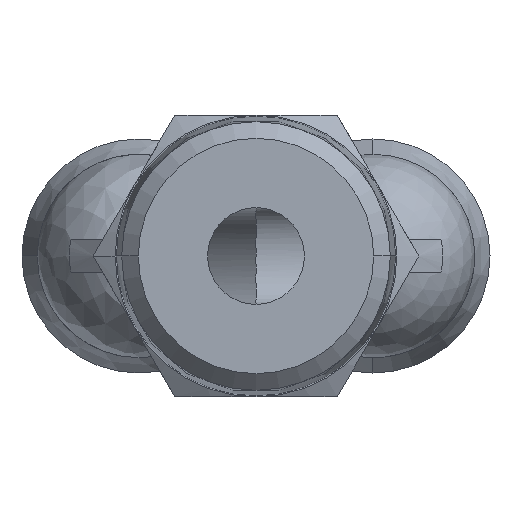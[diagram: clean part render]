
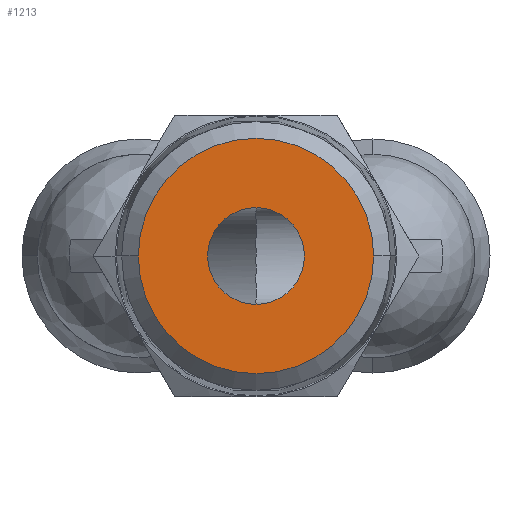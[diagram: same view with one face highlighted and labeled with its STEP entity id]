
A CAD part, front view. The second image highlights one B-rep face of the part: STEP entity #1213.
In plain terms, the highlighted planar face has unit normal (0, -1, 0).
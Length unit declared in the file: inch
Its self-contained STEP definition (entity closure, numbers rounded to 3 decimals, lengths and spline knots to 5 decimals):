
#32 = VERTEX_POINT ( 'NONE', #1674 ) ;
#200 = DIRECTION ( 'NONE',  ( -1., 0., 0. ) ) ;
#221 = CIRCLE ( 'NONE', #4269, 0.11811 ) ;
#249 = DIRECTION ( 'NONE',  ( 0., 1., 0. ) ) ;
#252 = AXIS2_PLACEMENT_3D ( 'NONE', #4281, #2363, #200 ) ;
#328 = CARTESIAN_POINT ( 'NONE',  ( -0.14352, -0.68898, 0. ) ) ;
#485 = CARTESIAN_POINT ( 'NONE',  ( -0.11811, -0.68898, 0. ) ) ;
#601 = ORIENTED_EDGE ( 'NONE', *, *, #3044, .T. ) ;
#699 = CARTESIAN_POINT ( 'NONE',  ( 0., -0.68898, 0. ) ) ;
#926 = DIRECTION ( 'NONE',  ( 0., 1., 0. ) ) ;
#1064 = DIRECTION ( 'NONE',  ( -1., 0., 0. ) ) ;
#1213 = ADVANCED_FACE ( 'NONE', ( #3826, #2320 ), #4396, .T. ) ;
#1411 = DIRECTION ( 'NONE',  ( 1., 0., 0. ) ) ;
#1617 = EDGE_CURVE ( 'NONE', #2488, #2572, #2143, .T. ) ;
#1639 = CIRCLE ( 'NONE', #252, 0.28703 ) ;
#1674 = CARTESIAN_POINT ( 'NONE',  ( 0.28703, -0.68898, 0. ) ) ;
#1835 = AXIS2_PLACEMENT_3D ( 'NONE', #328, #3456, #1411 ) ;
#1903 = EDGE_CURVE ( 'NONE', #32, #1989, #3923, .T. ) ;
#1989 = VERTEX_POINT ( 'NONE', #2875 ) ;
#2076 = ORIENTED_EDGE ( 'NONE', *, *, #1903, .F. ) ;
#2143 = CIRCLE ( 'NONE', #3605, 0.11811 ) ;
#2255 = EDGE_LOOP ( 'NONE', ( #4264, #601 ) ) ;
#2320 = FACE_OUTER_BOUND ( 'NONE', #4296, .T. ) ;
#2363 = DIRECTION ( 'NONE',  ( 0., 1., 0. ) ) ;
#2393 = CARTESIAN_POINT ( 'NONE',  ( 0., -0.68898, 0. ) ) ;
#2488 = VERTEX_POINT ( 'NONE', #485 ) ;
#2548 = EDGE_CURVE ( 'NONE', #1989, #32, #1639, .T. ) ;
#2572 = VERTEX_POINT ( 'NONE', #3344 ) ;
#2736 = DIRECTION ( 'NONE',  ( -1., 0., 0. ) ) ;
#2875 = CARTESIAN_POINT ( 'NONE',  ( -0.28703, -0.68898, 0. ) ) ;
#3018 = CARTESIAN_POINT ( 'NONE',  ( 0., -0.68898, 0. ) ) ;
#3044 = EDGE_CURVE ( 'NONE', #2572, #2488, #221, .T. ) ;
#3096 = AXIS2_PLACEMENT_3D ( 'NONE', #699, #3135, #1064 ) ;
#3135 = DIRECTION ( 'NONE',  ( 0., 1., 0. ) ) ;
#3255 = ORIENTED_EDGE ( 'NONE', *, *, #2548, .F. ) ;
#3328 = DIRECTION ( 'NONE',  ( -1., 0., 0. ) ) ;
#3344 = CARTESIAN_POINT ( 'NONE',  ( 0.11811, -0.68898, 0. ) ) ;
#3456 = DIRECTION ( 'NONE',  ( 0., -1., 0. ) ) ;
#3605 = AXIS2_PLACEMENT_3D ( 'NONE', #3018, #926, #3328 ) ;
#3826 = FACE_BOUND ( 'NONE', #2255, .T. ) ;
#3923 = CIRCLE ( 'NONE', #3096, 0.28703 ) ;
#4264 = ORIENTED_EDGE ( 'NONE', *, *, #1617, .T. ) ;
#4269 = AXIS2_PLACEMENT_3D ( 'NONE', #2393, #249, #2736 ) ;
#4281 = CARTESIAN_POINT ( 'NONE',  ( 0., -0.68898, 0. ) ) ;
#4296 = EDGE_LOOP ( 'NONE', ( #3255, #2076 ) ) ;
#4396 = PLANE ( 'NONE',  #1835 ) ;
